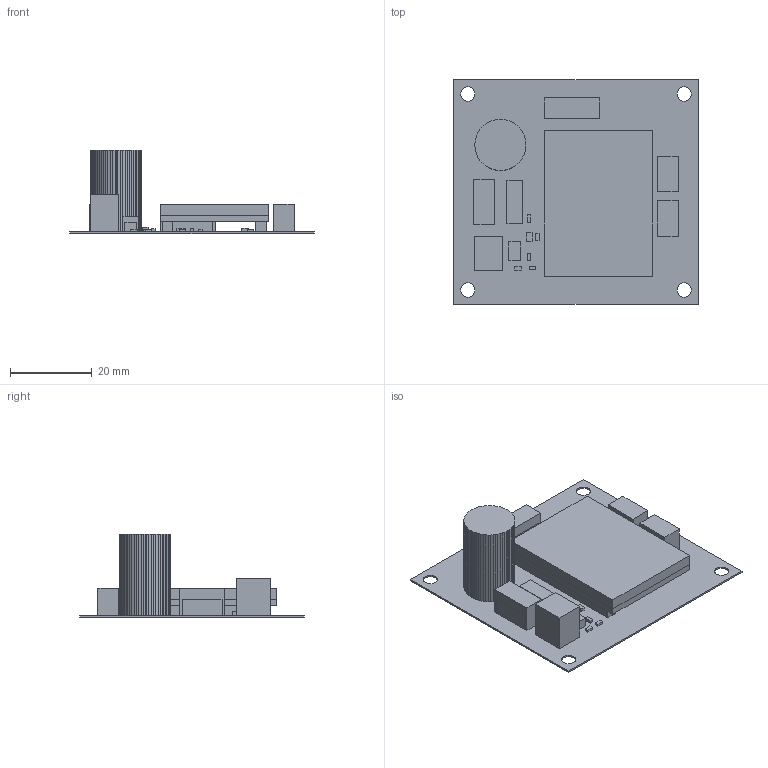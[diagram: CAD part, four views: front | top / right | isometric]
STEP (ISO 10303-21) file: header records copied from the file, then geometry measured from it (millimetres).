
FILE_DESCRIPTION(('Open CASCADE Model'),'2;1');
FILE_NAME('Open CASCADE Shape Model','2024-04-04T09:34:41',('Author'),( 'Open CASCADE'),'Open CASCADE STEP processor 7.5','Open CASCADE 7.5' ,'Unknown');
FILE_SCHEMA(('AUTOMOTIVE_DESIGN { 1 0 10303 214 1 1 1 1 }'));
Length unit declared in the file: millimetre
Products named in the file (76): PCB; Board; Open CASCADE STEP translator 7.5 2.1.1; U1; 5758461056; Extruded; 5758460896; 5758460736; 5758460576; R4; 5758460256; R3; 5758459936; R2; R1; P5; 5758463056; 5758462896; P4; P3; 5758460416; P2; 5758462576; 5758462416; P1; 6216102528; 6216093408; FE2; 5758458896; FE1; F1; 5758461376; D6; 5758461536; D5; 5758462016; D4; D3; 5758461776; D2 ...
Assembly tree (89 placements, depth 4):
  PCB
    Board
      Open CASCADE STEP translator 7.5 2.1.1
    U1
      5758461056
        Extruded
      5758460896
        Extruded
      5758460736
        Extruded
      5758460576
        Extruded
    R4
      5758460256
        Extruded
    R3
      5758459936
        Extruded
    R2
      5758459936
        Extruded
    R1
      5758459936
        Extruded
    P5
      5758463056
        Extruded
      5758462896
        Extruded
    P4
      5758463056
        Extruded
      5758462896
        Extruded
    P3
      5758460416
        Extruded
    P2
      5758462576
        Extruded
      5758462416
        Extruded
    P1
      6216102528
        Extruded
      6216093408
        Extruded
    FE2
      5758458896
        Extruded
    FE1
      5758458896
        Extruded
    F1
      5758461376
        Extruded
    D6
      5758461536
        Extruded
    D5
Bounding box: 60 x 55 x 20.41 mm (x, y, z)
Volume: 11216.8 mm3; surface area: 15547 mm2
Topology: 37 solids, 37 shells, 344 faces, 810 edges, 540 vertices
Faces by surface type: plane 286, cylinder 58
Full cylindrical faces by diameter (mm): 0.8 x24, 1 x24, 1.2 x2, 1.5 x4, 3.5 x4
Entity records: 9543 total; most frequent: DIRECTION 1458, CARTESIAN_POINT 1420, ORIENTED_EDGE 1284, EDGE_CURVE 642, LINE 526, VECTOR 526, AXIS2_PLACEMENT_3D 466, VERTEX_POINT 428
